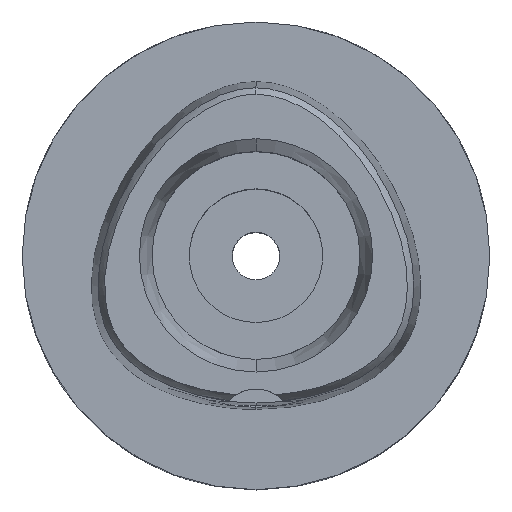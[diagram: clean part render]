
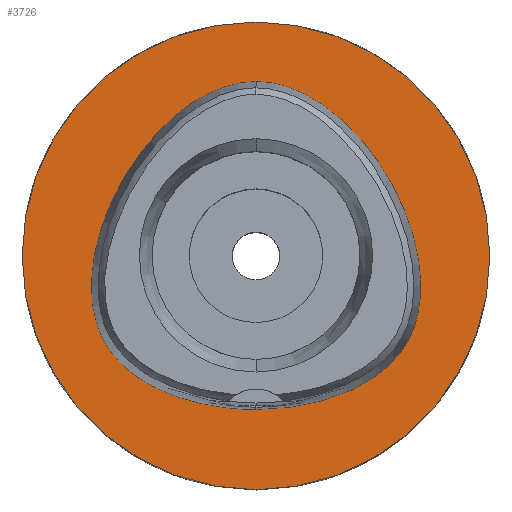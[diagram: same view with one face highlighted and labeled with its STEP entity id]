
A CAD part, top view. The second image highlights one B-rep face of the part: STEP entity #3726.
In plain terms, the highlighted planar face has unit normal (0, 0, 1).
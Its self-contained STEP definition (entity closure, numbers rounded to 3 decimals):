
#48 = PLANE ( 'NONE',  #3086 ) ;
#52 = CARTESIAN_POINT ( 'NONE',  ( 0., 31.5, 0. ) ) ;
#60 = CARTESIAN_POINT ( 'NONE',  ( 7.571, 21.315, 0. ) ) ;
#123 = DIRECTION ( 'NONE',  ( 0., -1., 0. ) ) ;
#128 = EDGE_LOOP ( 'NONE', ( #968, #3859 ) ) ;
#267 = CARTESIAN_POINT ( 'NONE',  ( 0., 0., 0. ) ) ;
#285 = CARTESIAN_POINT ( 'NONE',  ( -22.245, -4.1, 0. ) ) ;
#297 = CARTESIAN_POINT ( 'NONE',  ( 0., -20.675, 0. ) ) ;
#398 = CARTESIAN_POINT ( 'NONE',  ( 20.932, -10.604, 0. ) ) ;
#422 = VERTEX_POINT ( 'NONE', #3012 ) ;
#424 = CARTESIAN_POINT ( 'NONE',  ( 22.057, -6.848, 0. ) ) ;
#576 = CARTESIAN_POINT ( 'NONE',  ( -2.565, 23.293, 0. ) ) ;
#656 = CARTESIAN_POINT ( 'NONE',  ( 5.098, 22.526, 0. ) ) ;
#756 = CARTESIAN_POINT ( 'NONE',  ( 20.35, -11.749, 0. ) ) ;
#764 = B_SPLINE_CURVE_WITH_KNOTS ( 'NONE', 3,
 ( #297, #2124, #3260, #4112, #2986, #1123, #3622, #2624, #756, #398, #1149, #424, #2883, #2521, #4012, #782, #3769, #3410, #60, #656, #1778, #4180, #4154 ),
 .UNSPECIFIED., .F., .F.,
 ( 4, 1, 1, 1, 1, 1, 1, 1, 1, 1, 1, 1, 1, 1, 1, 1, 1, 1, 1, 1, 4 ),
 ( 0., 0.083, 0.167, 0.208, 0.25, 0.292, 0.313, 0.333, 0.354, 0.375, 0.417, 0.458, 0.5, 0.583, 0.667, 0.75, 0.833, 0.875, 0.917, 0.958, 1. ),
 .UNSPECIFIED. ) ;
#777 = ORIENTED_EDGE ( 'NONE', *, *, #3107, .F. ) ;
#782 = CARTESIAN_POINT ( 'NONE',  ( 18.068, 10.432, 0. ) ) ;
#825 = AXIS2_PLACEMENT_3D ( 'NONE', #267, #1669, #1016 ) ;
#828 = ORIENTED_EDGE ( 'NONE', *, *, #3017, .F. ) ;
#963 = CARTESIAN_POINT ( 'NONE',  ( -20.932, -10.604, 0. ) ) ;
#968 = ORIENTED_EDGE ( 'NONE', *, *, #2722, .F. ) ;
#1016 = DIRECTION ( 'NONE',  ( 0., -1., 0. ) ) ;
#1123 = CARTESIAN_POINT ( 'NONE',  ( 16.959, -15.678, 0. ) ) ;
#1149 = CARTESIAN_POINT ( 'NONE',  ( 21.555, -8.996, 0. ) ) ;
#1184 = DIRECTION ( 'NONE',  ( 0., 0., -1. ) ) ;
#1212 = FACE_OUTER_BOUND ( 'NONE', #128, .T. ) ;
#1301 = B_SPLINE_CURVE_WITH_KNOTS ( 'NONE', 3,
 ( #2533, #4710, #576, #2510, #2061, #3250, #3657, #2847, #4002, #2135, #285, #3173, #1768, #963, #4023, #3953, #4664, #3276, #4338, #3563, #4759, #1402, #4687 ),
 .UNSPECIFIED., .F., .F.,
 ( 4, 1, 1, 1, 1, 1, 1, 1, 1, 1, 1, 1, 1, 1, 1, 1, 1, 1, 1, 1, 4 ),
 ( 0., 0.042, 0.083, 0.125, 0.167, 0.25, 0.333, 0.417, 0.5, 0.542, 0.583, 0.625, 0.646, 0.667, 0.688, 0.708, 0.75, 0.792, 0.833, 0.917, 1. ),
 .UNSPECIFIED. ) ;
#1402 = CARTESIAN_POINT ( 'NONE',  ( -2.114, -20.675, 0. ) ) ;
#1428 = EDGE_CURVE ( 'NONE', #422, #1580, #4581, .T. ) ;
#1580 = VERTEX_POINT ( 'NONE', #52 ) ;
#1669 = DIRECTION ( 'NONE',  ( 0., 0., -1. ) ) ;
#1768 = CARTESIAN_POINT ( 'NONE',  ( -21.555, -8.996, 0. ) ) ;
#1777 = VERTEX_POINT ( 'NONE', #3947 ) ;
#1778 = CARTESIAN_POINT ( 'NONE',  ( 2.565, 23.293, 0. ) ) ;
#1794 = EDGE_LOOP ( 'NONE', ( #777, #828 ) ) ;
#2061 = CARTESIAN_POINT ( 'NONE',  ( -7.571, 21.315, 0. ) ) ;
#2095 = FACE_BOUND ( 'NONE', #1794, .T. ) ;
#2124 = CARTESIAN_POINT ( 'NONE',  ( 2.114, -20.675, 0. ) ) ;
#2135 = CARTESIAN_POINT ( 'NONE',  ( -21.978, -0.281, 0. ) ) ;
#2510 = CARTESIAN_POINT ( 'NONE',  ( -5.098, 22.526, 0. ) ) ;
#2521 = CARTESIAN_POINT ( 'NONE',  ( 21.978, -0.281, 0. ) ) ;
#2533 = CARTESIAN_POINT ( 'NONE',  ( 0., 23.475, 0. ) ) ;
#2624 = CARTESIAN_POINT ( 'NONE',  ( 19.649, -12.825, 0. ) ) ;
#2722 = EDGE_CURVE ( 'NONE', #1580, #422, #3778, .T. ) ;
#2737 = CARTESIAN_POINT ( 'NONE',  ( 0., 0., 0. ) ) ;
#2834 = DIRECTION ( 'NONE',  ( 0., 1., 0. ) ) ;
#2847 = CARTESIAN_POINT ( 'NONE',  ( -18.068, 10.432, 0. ) ) ;
#2883 = CARTESIAN_POINT ( 'NONE',  ( 22.245, -4.1, 0. ) ) ;
#2986 = CARTESIAN_POINT ( 'NONE',  ( 14.673, -17.214, 0. ) ) ;
#3012 = CARTESIAN_POINT ( 'NONE',  ( 0., -31.5, 0. ) ) ;
#3017 = EDGE_CURVE ( 'NONE', #1777, #4249, #764, .T. ) ;
#3086 = AXIS2_PLACEMENT_3D ( 'NONE', #2737, #1184, #123 ) ;
#3107 = EDGE_CURVE ( 'NONE', #4249, #1777, #1301, .T. ) ;
#3173 = CARTESIAN_POINT ( 'NONE',  ( -22.057, -6.848, 0. ) ) ;
#3250 = CARTESIAN_POINT ( 'NONE',  ( -10.746, 19.174, 0. ) ) ;
#3260 = CARTESIAN_POINT ( 'NONE',  ( 6.341, -20.298, 0. ) ) ;
#3276 = CARTESIAN_POINT ( 'NONE',  ( -16.959, -15.678, 0. ) ) ;
#3410 = CARTESIAN_POINT ( 'NONE',  ( 10.746, 19.174, 0. ) ) ;
#3563 = CARTESIAN_POINT ( 'NONE',  ( -11.233, -18.893, 0. ) ) ;
#3573 = CARTESIAN_POINT ( 'NONE',  ( 0., 0., 0. ) ) ;
#3622 = CARTESIAN_POINT ( 'NONE',  ( 18.568, -14.169, 0. ) ) ;
#3657 = CARTESIAN_POINT ( 'NONE',  ( -14.408, 15.641, 0. ) ) ;
#3726 = ADVANCED_FACE ( 'NONE', ( #1212, #2095 ), #48, .F. ) ;
#3769 = CARTESIAN_POINT ( 'NONE',  ( 14.408, 15.641, 0. ) ) ;
#3778 = CIRCLE ( 'NONE', #4565, 31.5 ) ;
#3801 = CARTESIAN_POINT ( 'NONE',  ( 0., 23.475, 0. ) ) ;
#3859 = ORIENTED_EDGE ( 'NONE', *, *, #1428, .F. ) ;
#3860 = DIRECTION ( 'NONE',  ( 0., 0., -1. ) ) ;
#3947 = CARTESIAN_POINT ( 'NONE',  ( 0., -20.675, 0. ) ) ;
#3953 = CARTESIAN_POINT ( 'NONE',  ( -19.649, -12.825, 0. ) ) ;
#4002 = CARTESIAN_POINT ( 'NONE',  ( -20.749, 4.657, 0. ) ) ;
#4012 = CARTESIAN_POINT ( 'NONE',  ( 20.749, 4.657, 0. ) ) ;
#4023 = CARTESIAN_POINT ( 'NONE',  ( -20.35, -11.749, 0. ) ) ;
#4112 = CARTESIAN_POINT ( 'NONE',  ( 11.233, -18.893, 0. ) ) ;
#4154 = CARTESIAN_POINT ( 'NONE',  ( 0., 23.475, 0. ) ) ;
#4180 = CARTESIAN_POINT ( 'NONE',  ( 0.855, 23.475, 0. ) ) ;
#4249 = VERTEX_POINT ( 'NONE', #3801 ) ;
#4338 = CARTESIAN_POINT ( 'NONE',  ( -14.673, -17.214, 0. ) ) ;
#4565 = AXIS2_PLACEMENT_3D ( 'NONE', #3573, #3860, #2834 ) ;
#4581 = CIRCLE ( 'NONE', #825, 31.5 ) ;
#4664 = CARTESIAN_POINT ( 'NONE',  ( -18.568, -14.169, 0. ) ) ;
#4687 = CARTESIAN_POINT ( 'NONE',  ( 0., -20.675, 0. ) ) ;
#4710 = CARTESIAN_POINT ( 'NONE',  ( -0.855, 23.475, 0. ) ) ;
#4759 = CARTESIAN_POINT ( 'NONE',  ( -6.341, -20.298, 0. ) ) ;
